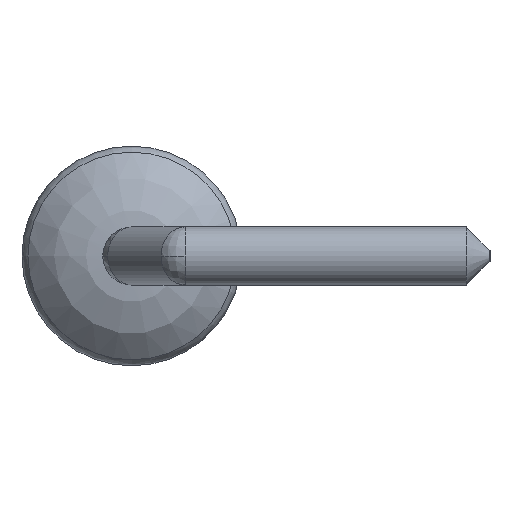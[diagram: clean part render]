
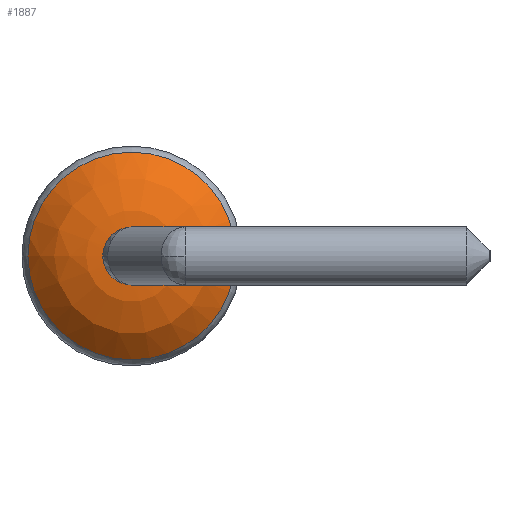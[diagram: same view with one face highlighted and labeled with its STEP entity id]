
A CAD part, left-side view. The second image highlights one B-rep face of the part: STEP entity #1887.
In plain terms, the highlighted face is a revolution surface.
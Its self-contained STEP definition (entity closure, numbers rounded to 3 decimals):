
#1810 = SURFACE_OF_REVOLUTION('',#1811,#1816);
#1811 = CIRCLE('',#1812,0.258);
#1812 = AXIS2_PLACEMENT_3D('',#1813,#1814,#1815);
#1813 = CARTESIAN_POINT('',(-2.723,0.892,0.));
#1814 = DIRECTION('',(0.,0.,1.));
#1815 = DIRECTION('',(1.,0.,0.));
#1816 = AXIS1_PLACEMENT('',#1817,#1818);
#1817 = CARTESIAN_POINT('',(0.,0.,0.));
#1818 = DIRECTION('',(1.,0.,0.));
#1833 = VERTEX_POINT('',#1834);
#1834 = CARTESIAN_POINT('',(-2.891,1.087,0.));
#1856 = EDGE_CURVE('',#1833,#1833,#1857,.T.);
#1857 = SURFACE_CURVE('',#1858,(#1863,#1870),.PCURVE_S1.);
#1858 = CIRCLE('',#1859,1.087);
#1859 = AXIS2_PLACEMENT_3D('',#1860,#1861,#1862);
#1860 = CARTESIAN_POINT('',(-2.891,0.,0.));
#1861 = DIRECTION('',(1.,0.,0.));
#1862 = DIRECTION('',(0.,1.,0.));
#1863 = PCURVE('',#1810,#1864);
#1864 = DEFINITIONAL_REPRESENTATION('',(#1865),#1869);
#1865 = LINE('',#1866,#1867);
#1866 = CARTESIAN_POINT('',(0.,2.283));
#1867 = VECTOR('',#1868,1.);
#1868 = DIRECTION('',(1.,0.));
#1869 = ( GEOMETRIC_REPRESENTATION_CONTEXT(2) 
PARAMETRIC_REPRESENTATION_CONTEXT() REPRESENTATION_CONTEXT('2D SPACE',''
  ) );
#1870 = PCURVE('',#1871,#1880);
#1871 = SURFACE_OF_REVOLUTION('',#1872,#1877);
#1872 = CIRCLE('',#1873,1.035);
#1873 = AXIS2_PLACEMENT_3D('',#1874,#1875,#1876);
#1874 = CARTESIAN_POINT('',(-2.215,0.304,0.));
#1875 = DIRECTION('',(0.,0.,1.));
#1876 = DIRECTION('',(1.,0.,0.));
#1877 = AXIS1_PLACEMENT('',#1878,#1879);
#1878 = CARTESIAN_POINT('',(0.,0.,0.));
#1879 = DIRECTION('',(1.,0.,0.));
#1880 = DEFINITIONAL_REPRESENTATION('',(#1881),#1885);
#1881 = LINE('',#1882,#1883);
#1882 = CARTESIAN_POINT('',(0.,2.283));
#1883 = VECTOR('',#1884,1.);
#1884 = DIRECTION('',(1.,0.));
#1885 = ( GEOMETRIC_REPRESENTATION_CONTEXT(2) 
PARAMETRIC_REPRESENTATION_CONTEXT() REPRESENTATION_CONTEXT('2D SPACE',''
  ) );
#1887 = ADVANCED_FACE('',(#1888),#1871,.F.);
#1888 = FACE_BOUND('',#1889,.F.);
#1889 = EDGE_LOOP('',(#1890,#1914,#1915,#1916));
#1890 = ORIENTED_EDGE('',*,*,#1891,.F.);
#1891 = EDGE_CURVE('',#1833,#1892,#1894,.T.);
#1892 = VERTEX_POINT('',#1893);
#1893 = CARTESIAN_POINT('',(-3.25,0.304,0.));
#1894 = SEAM_CURVE('',#1895,(#1900,#1907),.PCURVE_S1.);
#1895 = CIRCLE('',#1896,1.035);
#1896 = AXIS2_PLACEMENT_3D('',#1897,#1898,#1899);
#1897 = CARTESIAN_POINT('',(-2.215,0.304,0.));
#1898 = DIRECTION('',(0.,0.,1.));
#1899 = DIRECTION('',(1.,0.,0.));
#1900 = PCURVE('',#1871,#1901);
#1901 = DEFINITIONAL_REPRESENTATION('',(#1902),#1906);
#1902 = LINE('',#1903,#1904);
#1903 = CARTESIAN_POINT('',(0.,0.));
#1904 = VECTOR('',#1905,1.);
#1905 = DIRECTION('',(0.,1.));
#1906 = ( GEOMETRIC_REPRESENTATION_CONTEXT(2) 
PARAMETRIC_REPRESENTATION_CONTEXT() REPRESENTATION_CONTEXT('2D SPACE',''
  ) );
#1907 = PCURVE('',#1871,#1908);
#1908 = DEFINITIONAL_REPRESENTATION('',(#1909),#1913);
#1909 = LINE('',#1910,#1911);
#1910 = CARTESIAN_POINT('',(6.283,0.));
#1911 = VECTOR('',#1912,1.);
#1912 = DIRECTION('',(0.,1.));
#1913 = ( GEOMETRIC_REPRESENTATION_CONTEXT(2) 
PARAMETRIC_REPRESENTATION_CONTEXT() REPRESENTATION_CONTEXT('2D SPACE',''
  ) );
#1914 = ORIENTED_EDGE('',*,*,#1856,.T.);
#1915 = ORIENTED_EDGE('',*,*,#1891,.T.);
#1916 = ORIENTED_EDGE('',*,*,#1917,.F.);
#1917 = EDGE_CURVE('',#1892,#1892,#1918,.T.);
#1918 = SURFACE_CURVE('',#1919,(#1924,#1931),.PCURVE_S1.);
#1919 = CIRCLE('',#1920,0.304);
#1920 = AXIS2_PLACEMENT_3D('',#1921,#1922,#1923);
#1921 = CARTESIAN_POINT('',(-3.25,0.,0.));
#1922 = DIRECTION('',(1.,0.,0.));
#1923 = DIRECTION('',(0.,1.,0.));
#1924 = PCURVE('',#1871,#1925);
#1925 = DEFINITIONAL_REPRESENTATION('',(#1926),#1930);
#1926 = LINE('',#1927,#1928);
#1927 = CARTESIAN_POINT('',(0.,3.142));
#1928 = VECTOR('',#1929,1.);
#1929 = DIRECTION('',(1.,0.));
#1930 = ( GEOMETRIC_REPRESENTATION_CONTEXT(2) 
PARAMETRIC_REPRESENTATION_CONTEXT() REPRESENTATION_CONTEXT('2D SPACE',''
  ) );
#1931 = PCURVE('',#1932,#1937);
#1932 = CYLINDRICAL_SURFACE('',#1933,0.304);
#1933 = AXIS2_PLACEMENT_3D('',#1934,#1935,#1936);
#1934 = CARTESIAN_POINT('',(-3.25,0.,0.));
#1935 = DIRECTION('',(-1.,0.,0.));
#1936 = DIRECTION('',(0.,1.,0.));
#1937 = DEFINITIONAL_REPRESENTATION('',(#1938),#1941);
#1938 = B_SPLINE_CURVE_WITH_KNOTS('',1,(#1939,#1940),.UNSPECIFIED.,.F.,
  .F.,(2,2),(0.,6.283),.PIECEWISE_BEZIER_KNOTS.);
#1939 = CARTESIAN_POINT('',(0.,0.));
#1940 = CARTESIAN_POINT('',(-6.283,0.));
#1941 = ( GEOMETRIC_REPRESENTATION_CONTEXT(2) 
PARAMETRIC_REPRESENTATION_CONTEXT() REPRESENTATION_CONTEXT('2D SPACE',''
  ) );
